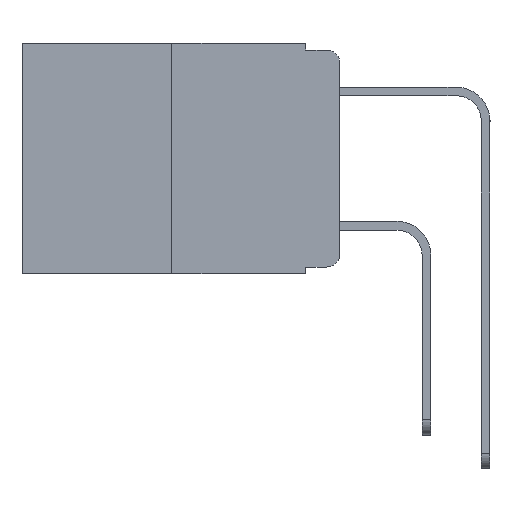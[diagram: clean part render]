
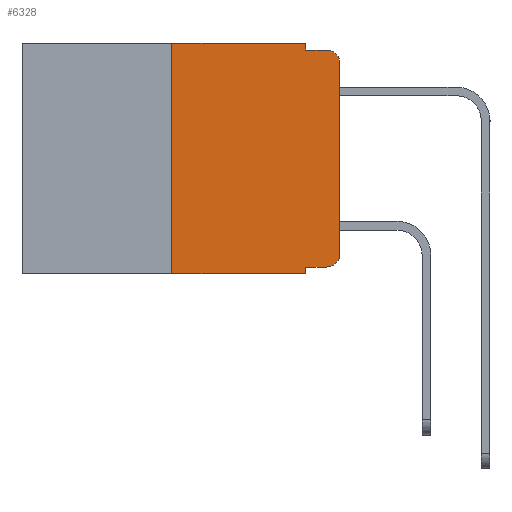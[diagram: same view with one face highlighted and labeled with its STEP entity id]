
A CAD part, left-side view. The second image highlights one B-rep face of the part: STEP entity #6328.
In plain terms, the highlighted planar face has unit normal (-1, 0, 0).
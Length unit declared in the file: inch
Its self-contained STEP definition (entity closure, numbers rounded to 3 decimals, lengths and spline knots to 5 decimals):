
#354 = ORIENTED_EDGE ( 'NONE', *, *, #9734, .T. ) ;
#1109 = VERTEX_POINT ( 'NONE', #7972 ) ;
#1289 = EDGE_CURVE ( 'NONE', #10465, #5914, #2109, .T. ) ;
#1538 = LINE ( 'NONE', #5910, #9149 ) ;
#2109 = LINE ( 'NONE', #14426, #17390 ) ;
#2357 = FACE_OUTER_BOUND ( 'NONE', #5852, .T. ) ;
#2458 = LINE ( 'NONE', #18306, #14361 ) ;
#2677 = DIRECTION ( 'NONE',  ( -1., 0., 0. ) ) ;
#2800 = ORIENTED_EDGE ( 'NONE', *, *, #11972, .T. ) ;
#3009 = VECTOR ( 'NONE', #6628, 39.37008 ) ;
#3457 = DIRECTION ( 'NONE',  ( 0., -1., 0. ) ) ;
#4127 = EDGE_CURVE ( 'NONE', #11505, #15624, #2458, .T. ) ;
#4348 = EDGE_CURVE ( 'NONE', #16543, #11505, #10709, .T. ) ;
#4449 = LINE ( 'NONE', #13921, #3009 ) ;
#4526 = VERTEX_POINT ( 'NONE', #9650 ) ;
#4543 = ORIENTED_EDGE ( 'NONE', *, *, #4127, .T. ) ;
#4663 = PLANE ( 'NONE',  #11682 ) ;
#4706 = CARTESIAN_POINT ( 'NONE',  ( 0., 0.473, 0. ) ) ;
#4893 = DIRECTION ( 'NONE',  ( 0., 0., -1. ) ) ;
#5013 = DIRECTION ( 'NONE',  ( 1., 0., 0. ) ) ;
#5171 = CARTESIAN_POINT ( 'NONE',  ( 0., 0.051, -0.01 ) ) ;
#5598 = EDGE_CURVE ( 'NONE', #14946, #13016, #19229, .T. ) ;
#5767 = ORIENTED_EDGE ( 'NONE', *, *, #5598, .F. ) ;
#5852 = EDGE_LOOP ( 'NONE', ( #4543, #354, #10614, #6204, #5767, #13582, #6149, #11268, #2800, #12626 ) ) ;
#5910 = CARTESIAN_POINT ( 'NONE',  ( 0., 0.051, 0. ) ) ;
#5914 = VERTEX_POINT ( 'NONE', #13437 ) ;
#6149 = ORIENTED_EDGE ( 'NONE', *, *, #1289, .T. ) ;
#6204 = ORIENTED_EDGE ( 'NONE', *, *, #12951, .F. ) ;
#6328 = ADVANCED_FACE ( 'NONE', ( #2357 ), #4663, .F. ) ;
#6628 = DIRECTION ( 'NONE',  ( 0., -1., 0. ) ) ;
#7386 = DIRECTION ( 'NONE',  ( 0., 0., -1. ) ) ;
#7467 = DIRECTION ( 'NONE',  ( 0., 0., -1. ) ) ;
#7664 = VECTOR ( 'NONE', #14685, 39.37008 ) ;
#7694 = CARTESIAN_POINT ( 'NONE',  ( 0., 0.051, -0.01 ) ) ;
#7972 = CARTESIAN_POINT ( 'NONE',  ( 0., 0.02, -0.01 ) ) ;
#8212 = DIRECTION ( 'NONE',  ( 0., 0., 1. ) ) ;
#8503 = VECTOR ( 'NONE', #3457, 39.37008 ) ;
#8583 = CARTESIAN_POINT ( 'NONE',  ( 0., 0., -0.313 ) ) ;
#8685 = CARTESIAN_POINT ( 'NONE',  ( 0., 0.25, 0. ) ) ;
#8878 = EDGE_CURVE ( 'NONE', #14131, #1109, #16216, .T. ) ;
#9149 = VECTOR ( 'NONE', #7467, 39.37008 ) ;
#9201 = VECTOR ( 'NONE', #11940, 39.37008 ) ;
#9639 = VECTOR ( 'NONE', #10773, 39.37008 ) ;
#9650 = CARTESIAN_POINT ( 'NONE',  ( 0., 0.051, -0.333 ) ) ;
#9734 = EDGE_CURVE ( 'NONE', #15624, #1109, #9836, .T. ) ;
#9836 = CIRCLE ( 'NONE', #10640, 0.02 ) ;
#10085 = LINE ( 'NONE', #13664, #9639 ) ;
#10465 = VERTEX_POINT ( 'NONE', #11724 ) ;
#10614 = ORIENTED_EDGE ( 'NONE', *, *, #8878, .F. ) ;
#10640 = AXIS2_PLACEMENT_3D ( 'NONE', #15586, #16122, #7386 ) ;
#10709 = CIRCLE ( 'NONE', #17707, 0.02 ) ;
#10773 = DIRECTION ( 'NONE',  ( 0., 0., -1. ) ) ;
#11268 = ORIENTED_EDGE ( 'NONE', *, *, #12456, .F. ) ;
#11505 = VERTEX_POINT ( 'NONE', #8583 ) ;
#11682 = AXIS2_PLACEMENT_3D ( 'NONE', #4706, #5013, #4893 ) ;
#11724 = CARTESIAN_POINT ( 'NONE',  ( 0., 0.25, -0.343 ) ) ;
#11797 = CARTESIAN_POINT ( 'NONE',  ( 0., 0.02, -0.313 ) ) ;
#11921 = DIRECTION ( 'NONE',  ( 0., 0., -1. ) ) ;
#11940 = DIRECTION ( 'NONE',  ( 0., 0., 1. ) ) ;
#11965 = CARTESIAN_POINT ( 'NONE',  ( 0., 0.051, 0. ) ) ;
#11972 = EDGE_CURVE ( 'NONE', #4526, #16543, #4449, .T. ) ;
#12456 = EDGE_CURVE ( 'NONE', #4526, #5914, #10085, .T. ) ;
#12626 = ORIENTED_EDGE ( 'NONE', *, *, #4348, .T. ) ;
#12951 = EDGE_CURVE ( 'NONE', #13016, #14131, #1538, .T. ) ;
#13016 = VERTEX_POINT ( 'NONE', #11965 ) ;
#13101 = LINE ( 'NONE', #19118, #9201 ) ;
#13207 = CARTESIAN_POINT ( 'NONE',  ( 0., 0., -0.03 ) ) ;
#13437 = CARTESIAN_POINT ( 'NONE',  ( 0., 0.051, -0.343 ) ) ;
#13582 = ORIENTED_EDGE ( 'NONE', *, *, #16327, .F. ) ;
#13664 = CARTESIAN_POINT ( 'NONE',  ( 0., 0.051, 0. ) ) ;
#13921 = CARTESIAN_POINT ( 'NONE',  ( 0., 0.051, -0.333 ) ) ;
#14131 = VERTEX_POINT ( 'NONE', #5171 ) ;
#14361 = VECTOR ( 'NONE', #8212, 39.37008 ) ;
#14426 = CARTESIAN_POINT ( 'NONE',  ( 0., 0.473, -0.343 ) ) ;
#14685 = DIRECTION ( 'NONE',  ( 0., -1., 0. ) ) ;
#14749 = CARTESIAN_POINT ( 'NONE',  ( 0., 0.473, 0. ) ) ;
#14946 = VERTEX_POINT ( 'NONE', #8685 ) ;
#15586 = CARTESIAN_POINT ( 'NONE',  ( 0., 0.02, -0.03 ) ) ;
#15624 = VERTEX_POINT ( 'NONE', #13207 ) ;
#16122 = DIRECTION ( 'NONE',  ( -1., 0., 0. ) ) ;
#16216 = LINE ( 'NONE', #7694, #8503 ) ;
#16327 = EDGE_CURVE ( 'NONE', #10465, #14946, #13101, .T. ) ;
#16543 = VERTEX_POINT ( 'NONE', #18756 ) ;
#17390 = VECTOR ( 'NONE', #18975, 39.37008 ) ;
#17707 = AXIS2_PLACEMENT_3D ( 'NONE', #11797, #2677, #11921 ) ;
#18306 = CARTESIAN_POINT ( 'NONE',  ( 0., 0., 0. ) ) ;
#18756 = CARTESIAN_POINT ( 'NONE',  ( 0., 0.02, -0.333 ) ) ;
#18975 = DIRECTION ( 'NONE',  ( 0., -1., 0. ) ) ;
#19118 = CARTESIAN_POINT ( 'NONE',  ( 0., 0.25, 0. ) ) ;
#19229 = LINE ( 'NONE', #14749, #7664 ) ;
